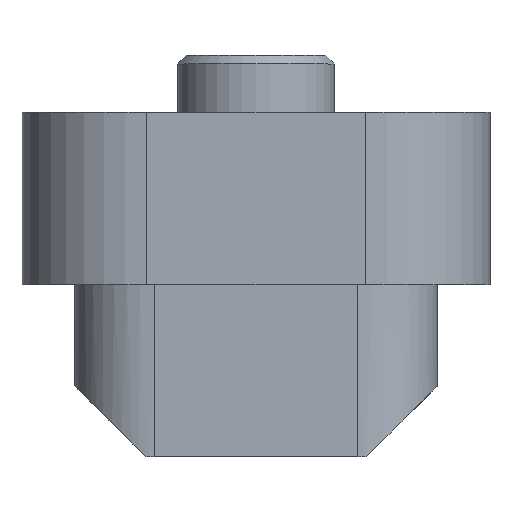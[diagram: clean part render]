
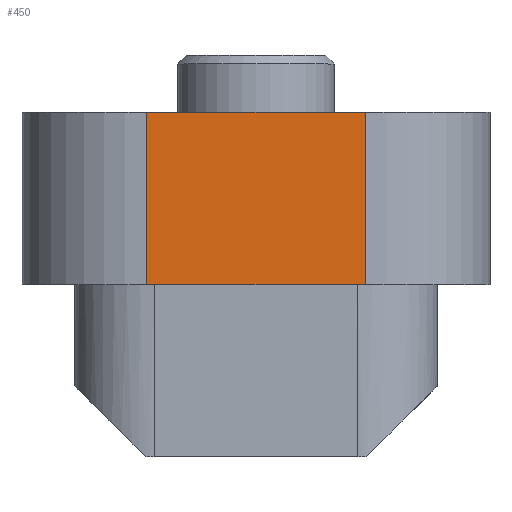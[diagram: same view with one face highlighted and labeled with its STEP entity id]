
A CAD part, top view. The second image highlights one B-rep face of the part: STEP entity #450.
In plain terms, the highlighted planar face has unit normal (0, 0, 1).
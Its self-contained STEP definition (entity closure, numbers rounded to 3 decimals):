
#42=PLANE('',#495);
#66=FACE_OUTER_BOUND('',#92,.T.);
#92=EDGE_LOOP('',(#322,#323,#324,#325));
#117=LINE('',#644,#151);
#119=LINE('',#650,#153);
#120=LINE('',#652,#154);
#121=LINE('',#653,#155);
#151=VECTOR('',#541,10.);
#153=VECTOR('',#547,10.);
#154=VECTOR('',#548,10.);
#155=VECTOR('',#549,10.);
#200=VERTEX_POINT('',#641);
#201=VERTEX_POINT('',#643);
#203=VERTEX_POINT('',#649);
#204=VERTEX_POINT('',#651);
#247=EDGE_CURVE('',#200,#201,#117,.T.);
#250=EDGE_CURVE('',#203,#200,#119,.F.);
#251=EDGE_CURVE('',#204,#203,#120,.T.);
#252=EDGE_CURVE('',#201,#204,#121,.F.);
#322=ORIENTED_EDGE('',*,*,#247,.F.);
#323=ORIENTED_EDGE('',*,*,#250,.F.);
#324=ORIENTED_EDGE('',*,*,#251,.F.);
#325=ORIENTED_EDGE('',*,*,#252,.F.);
#450=ADVANCED_FACE('',(#66),#42,.T.);
#495=AXIS2_PLACEMENT_3D('',#648,#545,#546);
#541=DIRECTION('',(0.,-1.,0.));
#545=DIRECTION('center_axis',(0.,0.,1.));
#546=DIRECTION('ref_axis',(-1.,0.,0.));
#547=DIRECTION('',(-1.,0.,0.));
#548=DIRECTION('',(0.,1.,0.));
#549=DIRECTION('',(1.,0.,0.));
#641=CARTESIAN_POINT('',(7.377,-3.7,-10.28));
#643=CARTESIAN_POINT('',(7.377,-7.6,-10.28));
#644=CARTESIAN_POINT('',(7.377,-2.8,-10.28));
#648=CARTESIAN_POINT('Origin',(7.397,-2.8,-10.28));
#649=CARTESIAN_POINT('',(2.417,-3.7,-10.28));
#650=CARTESIAN_POINT('',(9.397,-3.7,-10.28));
#651=CARTESIAN_POINT('',(2.417,-7.6,-10.28));
#652=CARTESIAN_POINT('',(2.417,-2.8,-10.28));
#653=CARTESIAN_POINT('',(3.447,-7.6,-10.28));
